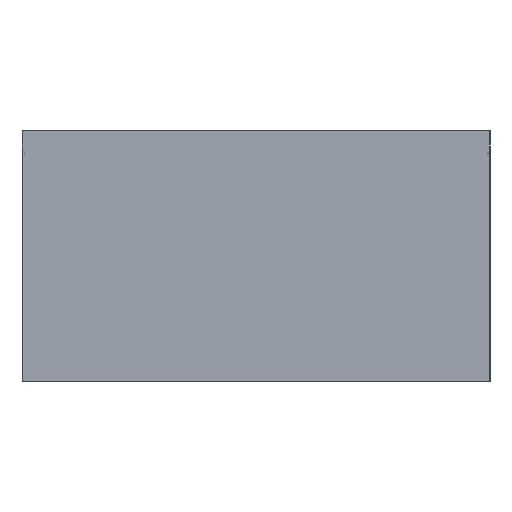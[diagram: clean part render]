
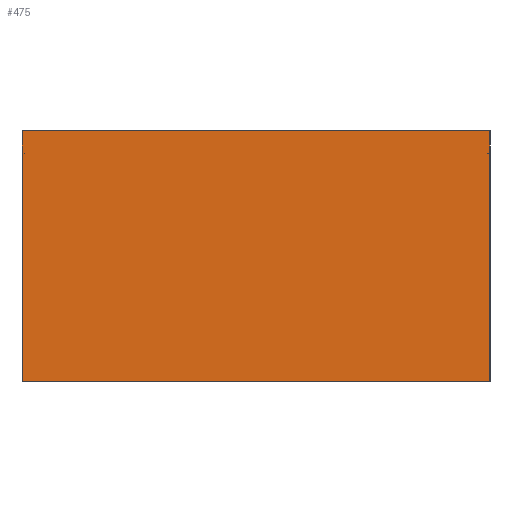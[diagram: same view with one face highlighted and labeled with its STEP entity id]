
A CAD part, left-side view. The second image highlights one B-rep face of the part: STEP entity #475.
In plain terms, the highlighted planar face has unit normal (-1, 0, 0).
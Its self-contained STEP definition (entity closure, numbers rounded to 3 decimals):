
#10 = CARTESIAN_POINT ( 'NONE',  ( 0., 0., -0.21 ) ) ;
#18 = VERTEX_POINT ( 'NONE', #26 ) ;
#26 = CARTESIAN_POINT ( 'NONE',  ( 0., 0.41, -0.01 ) ) ;
#28 = CARTESIAN_POINT ( 'NONE',  ( 0., 0., -0.21 ) ) ;
#33 = FACE_OUTER_BOUND ( 'NONE', #115, .T. ) ;
#34 = DIRECTION ( 'NONE',  ( 0., 0., 1. ) ) ;
#36 = CARTESIAN_POINT ( 'NONE',  ( 0., 0., 0.01 ) ) ;
#37 = ORIENTED_EDGE ( 'NONE', *, *, #450, .T. ) ;
#39 = LINE ( 'NONE', #316, #317 ) ;
#52 = EDGE_CURVE ( 'NONE', #297, #488, #232, .T. ) ;
#54 = DIRECTION ( 'NONE',  ( 0., 0., -1. ) ) ;
#62 = LINE ( 'NONE', #315, #515 ) ;
#99 = LINE ( 'NONE', #427, #289 ) ;
#109 = DIRECTION ( 'NONE',  ( 0., 1., 0. ) ) ;
#115 = EDGE_LOOP ( 'NONE', ( #117, #504, #146, #425, #276, #37 ) ) ;
#116 = VECTOR ( 'NONE', #165, 1000. ) ;
#117 = ORIENTED_EDGE ( 'NONE', *, *, #476, .T. ) ;
#123 = CARTESIAN_POINT ( 'NONE',  ( 0., 0.41, 0.01 ) ) ;
#129 = VECTOR ( 'NONE', #34, 1000. ) ;
#143 = PLANE ( 'NONE',  #350 ) ;
#145 = DIRECTION ( 'NONE',  ( -1., 0., 0. ) ) ;
#146 = ORIENTED_EDGE ( 'NONE', *, *, #187, .T. ) ;
#163 = LINE ( 'NONE', #533, #129 ) ;
#165 = DIRECTION ( 'NONE',  ( 0., 0., 1. ) ) ;
#170 = LINE ( 'NONE', #271, #261 ) ;
#186 = DIRECTION ( 'NONE',  ( 0., 0., -1. ) ) ;
#187 = EDGE_CURVE ( 'NONE', #18, #534, #62, .T. ) ;
#193 = CARTESIAN_POINT ( 'NONE',  ( 0., 0., -0.21 ) ) ;
#204 = DIRECTION ( 'NONE',  ( 0., 0., 1. ) ) ;
#214 = CARTESIAN_POINT ( 'NONE',  ( 0., 0., -0.01 ) ) ;
#232 = LINE ( 'NONE', #193, #116 ) ;
#245 = VERTEX_POINT ( 'NONE', #123 ) ;
#255 = EDGE_CURVE ( 'NONE', #245, #18, #170, .T. ) ;
#261 = VECTOR ( 'NONE', #54, 1000. ) ;
#271 = CARTESIAN_POINT ( 'NONE',  ( 0., 0.41, -0.21 ) ) ;
#276 = ORIENTED_EDGE ( 'NONE', *, *, #52, .T. ) ;
#289 = VECTOR ( 'NONE', #109, 1000. ) ;
#297 = VERTEX_POINT ( 'NONE', #10 ) ;
#315 = CARTESIAN_POINT ( 'NONE',  ( 0., 0.41, -0.21 ) ) ;
#316 = CARTESIAN_POINT ( 'NONE',  ( 0., 0., -0.21 ) ) ;
#317 = VECTOR ( 'NONE', #484, 1000. ) ;
#350 = AXIS2_PLACEMENT_3D ( 'NONE', #28, #145, #204 ) ;
#417 = VERTEX_POINT ( 'NONE', #36 ) ;
#425 = ORIENTED_EDGE ( 'NONE', *, *, #542, .F. ) ;
#427 = CARTESIAN_POINT ( 'NONE',  ( 0., 0., 0.01 ) ) ;
#450 = EDGE_CURVE ( 'NONE', #488, #417, #163, .T. ) ;
#475 = ADVANCED_FACE ( 'NONE', ( #33 ), #143, .T. ) ;
#476 = EDGE_CURVE ( 'NONE', #417, #245, #99, .T. ) ;
#484 = DIRECTION ( 'NONE',  ( 0., 1., 0. ) ) ;
#488 = VERTEX_POINT ( 'NONE', #214 ) ;
#489 = CARTESIAN_POINT ( 'NONE',  ( 0., 0.41, -0.21 ) ) ;
#504 = ORIENTED_EDGE ( 'NONE', *, *, #255, .T. ) ;
#515 = VECTOR ( 'NONE', #186, 1000. ) ;
#533 = CARTESIAN_POINT ( 'NONE',  ( 0., 0., -0.21 ) ) ;
#534 = VERTEX_POINT ( 'NONE', #489 ) ;
#542 = EDGE_CURVE ( 'NONE', #297, #534, #39, .T. ) ;
